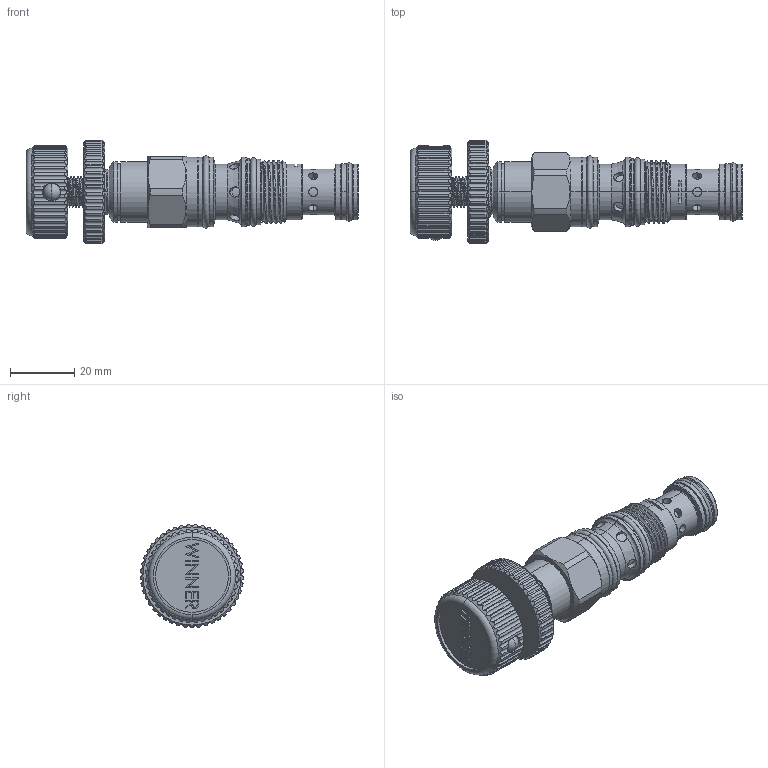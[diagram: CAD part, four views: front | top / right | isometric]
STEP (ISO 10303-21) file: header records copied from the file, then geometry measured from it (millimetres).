
FILE_DESCRIPTION (( 'STEP AP203' ), '1' );
FILE_NAME ('FR11A3F-K.STEP', '2020-04-15T01:16:40', ( '' ), ( '' ), 'SwSTEP 2.0', 'SolidWorks 2018', '' );
FILE_SCHEMA (( 'CONFIG_CONTROL_DESIGN' ));
Length unit declared in the file: millimetre
Products named in the file (1): FR11A3F-K
Bounding box: 103.57 x 32.2 x 32.18 mm (x, y, z)
Volume: 34815.9 mm3; surface area: 13262.6 mm2
Topology: 3 solids, 3 shells, 563 faces, 1491 edges, 971 vertices
Faces by surface type: cylinder 361, plane 116, cone 48, torus 24, bspline 12, sphere 2
Entity records: 29982 total; most frequent: CARTESIAN_POINT 16519, ORIENTED_EDGE 2982, DIRECTION 2574, EDGE_CURVE 1491, AXIS2_PLACEMENT_3D 981, VERTEX_POINT 971, LINE 612, VECTOR 612
